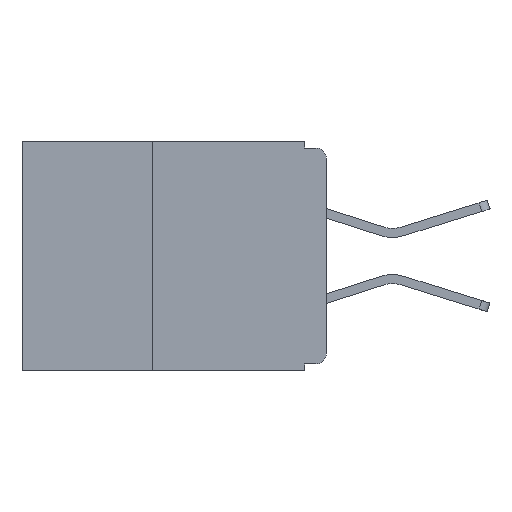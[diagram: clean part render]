
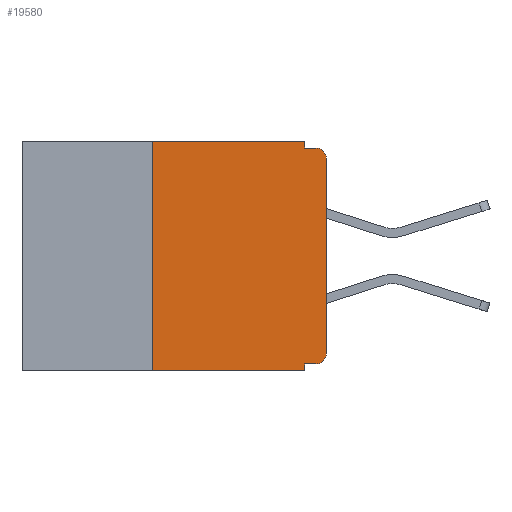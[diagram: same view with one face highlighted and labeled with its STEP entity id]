
A CAD part, left-side view. The second image highlights one B-rep face of the part: STEP entity #19580.
In plain terms, the highlighted planar face has unit normal (-1, 0, 0).
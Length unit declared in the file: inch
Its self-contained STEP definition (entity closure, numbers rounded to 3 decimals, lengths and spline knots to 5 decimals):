
#311 = ORIENTED_EDGE ( 'NONE', *, *, #21376, .F. ) ;
#600 = FACE_OUTER_BOUND ( 'NONE', #5542, .T. ) ;
#821 = VERTEX_POINT ( 'NONE', #5034 ) ;
#941 = CARTESIAN_POINT ( 'NONE',  ( 0., 0.031, -0.01 ) ) ;
#1400 = ORIENTED_EDGE ( 'NONE', *, *, #11945, .T. ) ;
#1662 = EDGE_CURVE ( 'NONE', #9061, #21154, #19057, .T. ) ;
#2040 = VERTEX_POINT ( 'NONE', #2754 ) ;
#2182 = VECTOR ( 'NONE', #8631, 39.37008 ) ;
#2296 = AXIS2_PLACEMENT_3D ( 'NONE', #10161, #22453, #11957 ) ;
#2732 = CARTESIAN_POINT ( 'NONE',  ( 0., 0.437, 0. ) ) ;
#2754 = CARTESIAN_POINT ( 'NONE',  ( 0., 0., -0.025 ) ) ;
#2822 = ORIENTED_EDGE ( 'NONE', *, *, #2892, .T. ) ;
#2892 = EDGE_CURVE ( 'NONE', #17059, #21154, #16907, .T. ) ;
#2956 = VECTOR ( 'NONE', #17082, 39.37008 ) ;
#3281 = DIRECTION ( 'NONE',  ( 0., 0., 1. ) ) ;
#3370 = ORIENTED_EDGE ( 'NONE', *, *, #16661, .T. ) ;
#3387 = ORIENTED_EDGE ( 'NONE', *, *, #1662, .F. ) ;
#3938 = CARTESIAN_POINT ( 'NONE',  ( 0., 0.031, -0.33 ) ) ;
#4109 = EDGE_CURVE ( 'NONE', #17059, #12248, #19388, .T. ) ;
#4738 = LINE ( 'NONE', #19590, #8967 ) ;
#5034 = CARTESIAN_POINT ( 'NONE',  ( 0., 0.015, -0.32 ) ) ;
#5542 = EDGE_LOOP ( 'NONE', ( #20618, #3370, #20359, #7352, #9033, #5946, #2822, #3387, #311, #1400 ) ) ;
#5667 = CARTESIAN_POINT ( 'NONE',  ( 0., 0., -0.305 ) ) ;
#5946 = ORIENTED_EDGE ( 'NONE', *, *, #4109, .F. ) ;
#6380 = PLANE ( 'NONE',  #20538 ) ;
#6823 = CARTESIAN_POINT ( 'NONE',  ( 0., 0.031, 0. ) ) ;
#7007 = LINE ( 'NONE', #6823, #2182 ) ;
#7183 = VECTOR ( 'NONE', #3281, 39.37008 ) ;
#7217 = CARTESIAN_POINT ( 'NONE',  ( 0., 0.015, -0.01 ) ) ;
#7352 = ORIENTED_EDGE ( 'NONE', *, *, #7762, .F. ) ;
#7762 = EDGE_CURVE ( 'NONE', #15809, #16592, #7007, .T. ) ;
#7934 = EDGE_CURVE ( 'NONE', #16592, #9712, #4738, .T. ) ;
#7951 = CARTESIAN_POINT ( 'NONE',  ( 0., 0.015, -0.305 ) ) ;
#8012 = DIRECTION ( 'NONE',  ( 0., 0., -1. ) ) ;
#8134 = CARTESIAN_POINT ( 'NONE',  ( 0., 0., -0.32 ) ) ;
#8434 = AXIS2_PLACEMENT_3D ( 'NONE', #7951, #20309, #9738 ) ;
#8631 = DIRECTION ( 'NONE',  ( 0., 0., -1. ) ) ;
#8741 = DIRECTION ( 'NONE',  ( 0., 0., 1. ) ) ;
#8789 = CARTESIAN_POINT ( 'NONE',  ( 0., 0.25, -0.33 ) ) ;
#8967 = VECTOR ( 'NONE', #10801, 39.37008 ) ;
#9033 = ORIENTED_EDGE ( 'NONE', *, *, #16066, .F. ) ;
#9061 = VERTEX_POINT ( 'NONE', #10756 ) ;
#9155 = VERTEX_POINT ( 'NONE', #5667 ) ;
#9440 = VECTOR ( 'NONE', #8741, 39.37008 ) ;
#9712 = VERTEX_POINT ( 'NONE', #7217 ) ;
#9738 = DIRECTION ( 'NONE',  ( 0., 0., -1. ) ) ;
#9983 = DIRECTION ( 'NONE',  ( 0., 0., -1. ) ) ;
#10161 = CARTESIAN_POINT ( 'NONE',  ( 0., 0.015, -0.025 ) ) ;
#10453 = CARTESIAN_POINT ( 'NONE',  ( 0., 0., 0. ) ) ;
#10756 = CARTESIAN_POINT ( 'NONE',  ( 0., 0.031, -0.32 ) ) ;
#10801 = DIRECTION ( 'NONE',  ( 0., -1., 0. ) ) ;
#11684 = VECTOR ( 'NONE', #22551, 39.37008 ) ;
#11814 = CARTESIAN_POINT ( 'NONE',  ( 0., 0.031, 0. ) ) ;
#11926 = LINE ( 'NONE', #10453, #7183 ) ;
#11945 = EDGE_CURVE ( 'NONE', #821, #9155, #15479, .T. ) ;
#11957 = DIRECTION ( 'NONE',  ( 0., 0., -1. ) ) ;
#12248 = VERTEX_POINT ( 'NONE', #15899 ) ;
#13362 = CIRCLE ( 'NONE', #2296, 0.015 ) ;
#15236 = DIRECTION ( 'NONE',  ( 1., 0., 0. ) ) ;
#15479 = CIRCLE ( 'NONE', #8434, 0.015 ) ;
#15809 = VERTEX_POINT ( 'NONE', #11814 ) ;
#15899 = CARTESIAN_POINT ( 'NONE',  ( 0., 0.25, 0. ) ) ;
#15981 = CARTESIAN_POINT ( 'NONE',  ( 0., 0.031, -0.33 ) ) ;
#16066 = EDGE_CURVE ( 'NONE', #12248, #15809, #22417, .T. ) ;
#16592 = VERTEX_POINT ( 'NONE', #941 ) ;
#16661 = EDGE_CURVE ( 'NONE', #2040, #9712, #13362, .T. ) ;
#16907 = LINE ( 'NONE', #22578, #11684 ) ;
#17059 = VERTEX_POINT ( 'NONE', #18190 ) ;
#17082 = DIRECTION ( 'NONE',  ( 0., 1., 0. ) ) ;
#17410 = EDGE_CURVE ( 'NONE', #9155, #2040, #11926, .T. ) ;
#17810 = DIRECTION ( 'NONE',  ( 0., -1., 0. ) ) ;
#18190 = CARTESIAN_POINT ( 'NONE',  ( 0., 0.25, -0.33 ) ) ;
#18377 = VECTOR ( 'NONE', #8012, 39.37008 ) ;
#19057 = LINE ( 'NONE', #15981, #18377 ) ;
#19388 = LINE ( 'NONE', #8789, #9440 ) ;
#19580 = ADVANCED_FACE ( 'NONE', ( #600 ), #6380, .F. ) ;
#19590 = CARTESIAN_POINT ( 'NONE',  ( 0., 0., -0.01 ) ) ;
#20309 = DIRECTION ( 'NONE',  ( -1., 0., 0. ) ) ;
#20359 = ORIENTED_EDGE ( 'NONE', *, *, #7934, .F. ) ;
#20538 = AXIS2_PLACEMENT_3D ( 'NONE', #2732, #15236, #9983 ) ;
#20618 = ORIENTED_EDGE ( 'NONE', *, *, #17410, .T. ) ;
#21154 = VERTEX_POINT ( 'NONE', #3938 ) ;
#21309 = LINE ( 'NONE', #8134, #2956 ) ;
#21344 = VECTOR ( 'NONE', #17810, 39.37008 ) ;
#21376 = EDGE_CURVE ( 'NONE', #821, #9061, #21309, .T. ) ;
#22417 = LINE ( 'NONE', #22981, #21344 ) ;
#22453 = DIRECTION ( 'NONE',  ( -1., 0., 0. ) ) ;
#22551 = DIRECTION ( 'NONE',  ( 0., -1., 0. ) ) ;
#22578 = CARTESIAN_POINT ( 'NONE',  ( 0., 0.437, -0.33 ) ) ;
#22981 = CARTESIAN_POINT ( 'NONE',  ( 0., 0.437, 0. ) ) ;
